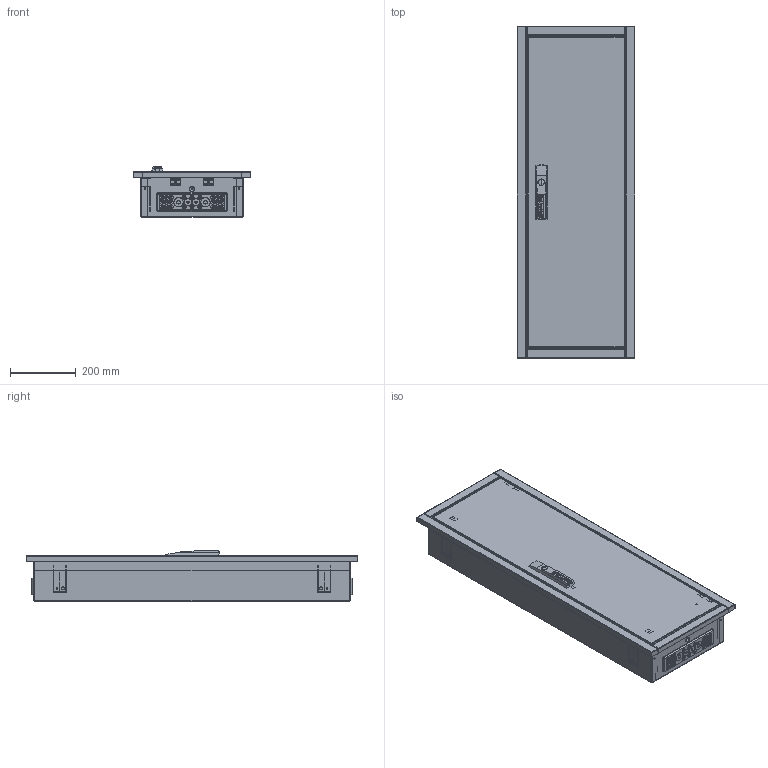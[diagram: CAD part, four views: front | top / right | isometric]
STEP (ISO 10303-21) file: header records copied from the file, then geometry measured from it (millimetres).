
FILE_DESCRIPTION(('STEP AP214'),'1');
FILE_NAME('cctmp_27197476-415D-4CDD-930B-AC22480AF88B_2025_06_03_13_28_30_0243..stp','2025-06-03T11:28:31',('SIEMENS A&D'),('CADClick - www.CADClick.com'),'Spatial InterOp 3D',' ','unknown authorization');
FILE_SCHEMA(('AUTOMOTIVE_DESIGN'));
Length unit declared in the file: millimetre
Products named in the file (27): cc_unnamed; 8GK1031-4KK10_25; 8GK1031-4KK10_24; 8GK1031-4KK10_23; 8GK1031-4KK10_22; 8GK1031-4KK10_21; 8GK1031-4KK10_20; 8GK1031-4KK10_19; 8GK1031-4KK10_18; 8GK1031-4KK10_17; 8GK1031-4KK10_16; 8GK1031-4KK10_15; 8GK1031-4KK10_14; 8GK1031-4KK10_13; 8GK1031-4KK10_12; 8GK1031-4KK10_11; 8GK1031-4KK10_10; 8GK1031-4KK10_9; 8GK1031-4KK10_8; 8GK1031-4KK10_7; 8GK1031-4KK10_6; 8GK1031-4KK10_5; 8GK1031-4KK10_4; 8GK1031-4KK10_3; 8GK1031-4KK10_2; 8GK1031-4KK10_1; 8GK1031-4KK10
Assembly tree (26 placements, depth 2):
  cc_unnamed
    8GK1031-4KK10_25
    8GK1031-4KK10_24
    8GK1031-4KK10_23
    8GK1031-4KK10_22
    8GK1031-4KK10_21
    8GK1031-4KK10_20
    8GK1031-4KK10_19
    8GK1031-4KK10_18
    8GK1031-4KK10_17
    8GK1031-4KK10_16
    8GK1031-4KK10_15
    8GK1031-4KK10_14
    8GK1031-4KK10_13
    8GK1031-4KK10_12
    8GK1031-4KK10_11
    8GK1031-4KK10_10
    8GK1031-4KK10_9
    8GK1031-4KK10_8
    8GK1031-4KK10_7
    8GK1031-4KK10_6
    8GK1031-4KK10_5
    8GK1031-4KK10_4
    8GK1031-4KK10_3
    8GK1031-4KK10_2
    8GK1031-4KK10_1
    8GK1031-4KK10
Bounding box: 358 x 1008 x 152 mm (x, y, z)
Volume: 2043804.3 mm3; surface area: 3789497.7 mm2
Topology: 26 solids, 26 shells, 3489 faces, 9090 edges, 5957 vertices
Faces by surface type: plane 1888, cylinder 1382, cone 129, torus 90
Entity records: 137798 total; most frequent: CARTESIAN_POINT 19916, DIRECTION 19160, ORIENTED_EDGE 18168, EDGE_CURVE 9084, AXIS2_PLACEMENT_3D 6691, VERTEX_POINT 5957, LINE 5778, VECTOR 5778
